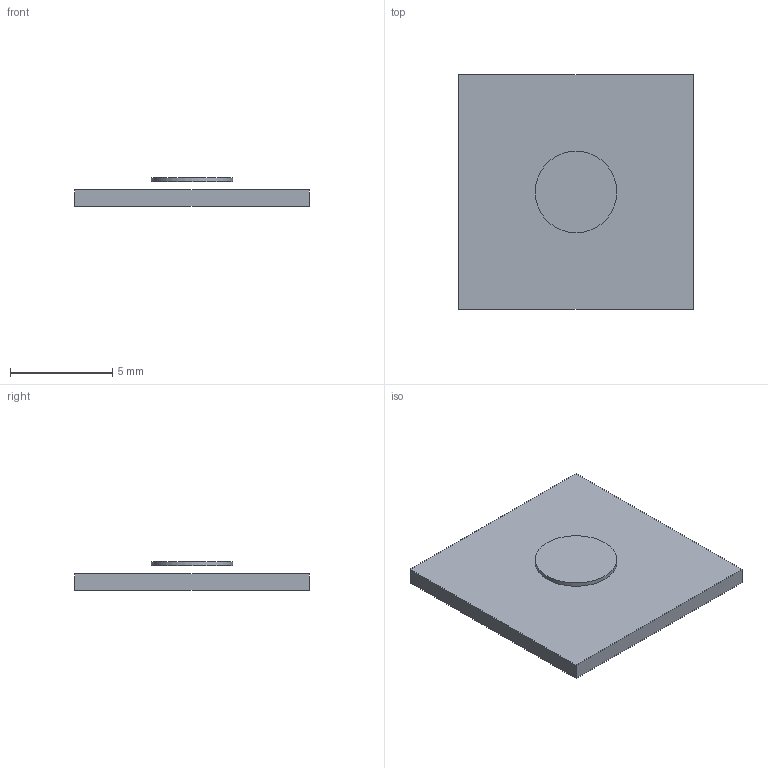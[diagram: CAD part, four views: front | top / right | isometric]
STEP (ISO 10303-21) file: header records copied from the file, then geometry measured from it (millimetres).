
FILE_DESCRIPTION(('Open CASCADE Model'),'2;1');
FILE_NAME('Open CASCADE Shape Model','2026-02-21T14:04:54',('Author'),( 'Open CASCADE'),'Open CASCADE STEP processor 7.8','build123d', 'Unknown');
FILE_SCHEMA(('AUTOMOTIVE_DESIGN { 1 0 10303 214 1 1 1 1 }'));
Length unit declared in the file: millimetre
Products named in the file (5): ASSEMBLY; SOLID
Assembly tree (4 placements, depth 3):
  ASSEMBLY
    ASSEMBLY
      SOLID
    ASSEMBLY
      SOLID
Bounding box: 11.5 x 11.5 x 1.4 mm (x, y, z)
Volume: 108.3 mm3; surface area: 328.9 mm2
Topology: 2 solids, 2 shells, 9 faces, 15 edges, 10 vertices
Faces by surface type: plane 8, cylinder 1
Full cylindrical faces by diameter (mm): 4 x1
Entity records: 504 total; most frequent: DIRECTION 75, CARTESIAN_POINT 69, LINE 41, VECTOR 41, ORIENTED_EDGE 30, PCURVE 30, DEFINITIONAL_REPRESENTATION 30, AXIS2_PLACEMENT_3D 16
